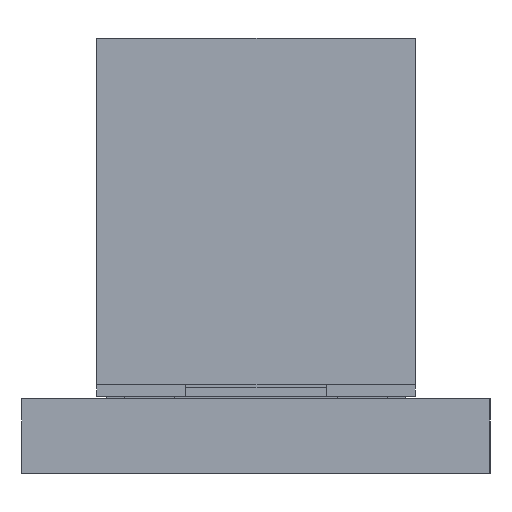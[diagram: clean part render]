
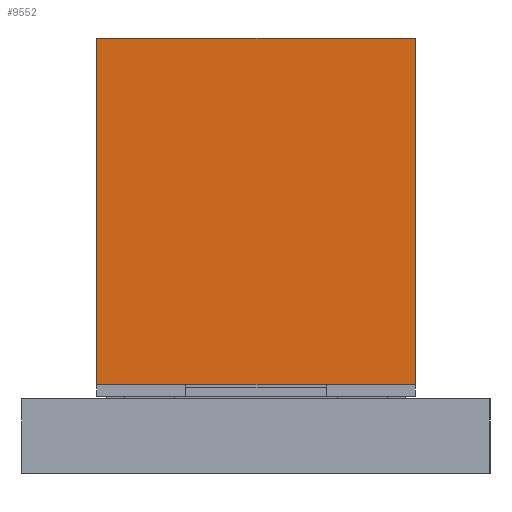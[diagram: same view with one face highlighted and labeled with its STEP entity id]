
A CAD part, left-side view. The second image highlights one B-rep face of the part: STEP entity #9552.
In plain terms, the highlighted planar face has unit normal (-1, 0, 0).
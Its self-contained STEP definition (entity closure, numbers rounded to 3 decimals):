
#623=DIRECTION('',(0.,-1.,0.));
#624=VECTOR('',#623,6.8);
#625=CARTESIAN_POINT('',(-10.55,3.4,0.));
#626=LINE('3681',#625,#624);
#630=DIRECTION('',(0.,0.,1.));
#631=VECTOR('',#630,7.4);
#632=CARTESIAN_POINT('',(-10.55,3.4,-7.4));
#633=LINE('3803',#632,#631);
#637=DIRECTION('',(0.,0.,1.));
#638=VECTOR('',#637,7.4);
#639=CARTESIAN_POINT('',(-10.55,-3.4,-7.4));
#640=LINE('3800',#639,#638);
#679=DIRECTION('',(0.,-1.,0.));
#680=VECTOR('',#679,6.8);
#681=CARTESIAN_POINT('',(-10.55,3.4,-7.4));
#682=LINE('3752',#681,#680);
#7834=CARTESIAN_POINT('',(-10.55,-3.4,0.));
#7835=VERTEX_POINT('',#7834);
#7836=CARTESIAN_POINT('',(-10.55,3.4,0.));
#7837=VERTEX_POINT('',#7836);
#7968=CARTESIAN_POINT('',(-10.55,3.4,-7.4));
#7969=VERTEX_POINT('',#7968);
#7970=CARTESIAN_POINT('',(-10.55,-3.4,-7.4));
#7971=VERTEX_POINT('',#7970);
#9539=CARTESIAN_POINT('',(-10.55,-3.4,0.));
#9540=DIRECTION('',(1.,0.,0.));
#9541=DIRECTION('',(0.,1.,0.));
#9542=AXIS2_PLACEMENT_3D('',#9539,#9540,#9541);
#9543=PLANE('4793',#9542);
#9544=ORIENTED_EDGE('3681',*,*,#9227,.T.);
#9546=ORIENTED_EDGE('3800',*,*,#9545,.F.);
#9548=ORIENTED_EDGE('3752',*,*,#9547,.F.);
#9549=ORIENTED_EDGE('3803',*,*,#9526,.T.);
#9550=EDGE_LOOP('4793',(#9544,#9546,#9548,#9549));
#9551=FACE_OUTER_BOUND('4793',#9550,.F.);
#9227=EDGE_CURVE('3681',#7837,#7835,#626,.T.);
#9526=EDGE_CURVE('3803',#7969,#7837,#633,.T.);
#9545=EDGE_CURVE('3800',#7971,#7835,#640,.T.);
#9547=EDGE_CURVE('3752',#7969,#7971,#682,.T.);
#9552=ADVANCED_FACE('4793',(#9551),#9543,.F.);
